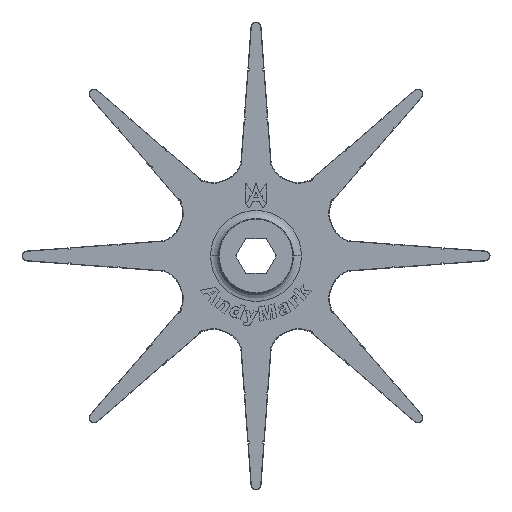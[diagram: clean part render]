
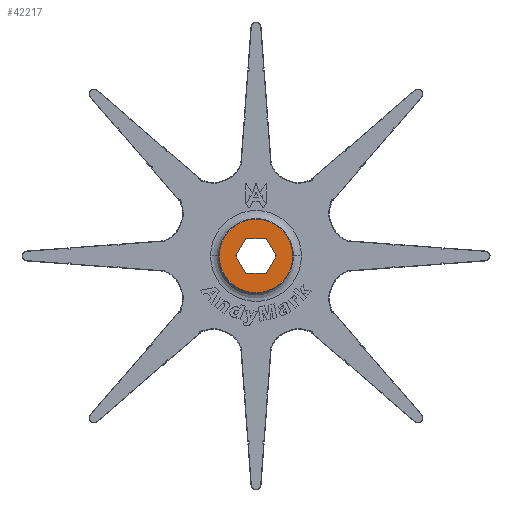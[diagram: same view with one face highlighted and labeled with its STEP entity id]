
A CAD part, top view. The second image highlights one B-rep face of the part: STEP entity #42217.
In plain terms, the highlighted planar face has unit normal (0, 0, 1).
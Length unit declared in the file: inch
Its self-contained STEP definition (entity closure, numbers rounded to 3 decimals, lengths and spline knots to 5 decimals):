
#129 = VERTEX_POINT ( 'NONE', #45541 ) ;
#367 = VECTOR ( 'NONE', #19218, 39.37008 ) ;
#551 = CARTESIAN_POINT ( 'NONE',  ( 0.3937, 0., 0.5 ) ) ;
#710 = CARTESIAN_POINT ( 'NONE',  ( 0.21651, 0., 0.5 ) ) ;
#1789 = ORIENTED_EDGE ( 'NONE', *, *, #26841, .T. ) ;
#2384 = LINE ( 'NONE', #46078, #30286 ) ;
#3592 = DIRECTION ( 'NONE',  ( 1., 0., 0. ) ) ;
#3973 = LINE ( 'NONE', #49715, #367 ) ;
#4149 = LINE ( 'NONE', #23471, #12739 ) ;
#4461 = VERTEX_POINT ( 'NONE', #40328 ) ;
#5193 = VERTEX_POINT ( 'NONE', #551 ) ;
#5707 = ORIENTED_EDGE ( 'NONE', *, *, #16440, .F. ) ;
#5972 = CARTESIAN_POINT ( 'NONE',  ( 0.10825, 0.1875, 0.5 ) ) ;
#6376 = EDGE_CURVE ( 'NONE', #25980, #4461, #27317, .T. ) ;
#6598 = EDGE_LOOP ( 'NONE', ( #40123, #1789 ) ) ;
#6808 = PLANE ( 'NONE',  #29482 ) ;
#7199 = AXIS2_PLACEMENT_3D ( 'NONE', #21196, #39776, #32640 ) ;
#9025 = ORIENTED_EDGE ( 'NONE', *, *, #6376, .F. ) ;
#11621 = DIRECTION ( 'NONE',  ( 0., 0., 1. ) ) ;
#11928 = DIRECTION ( 'NONE',  ( 0.5, -0.866, 0. ) ) ;
#12405 = DIRECTION ( 'NONE',  ( 0.5, 0.866, 0. ) ) ;
#12739 = VECTOR ( 'NONE', #19651, 39.37008 ) ;
#12941 = EDGE_CURVE ( 'NONE', #26903, #19385, #23070, .T. ) ;
#13497 = EDGE_CURVE ( 'NONE', #129, #26903, #2384, .T. ) ;
#15438 = DIRECTION ( 'NONE',  ( 1., 0., 0. ) ) ;
#15748 = LINE ( 'NONE', #31741, #20434 ) ;
#15993 = CARTESIAN_POINT ( 'NONE',  ( -0.21651, 0., 0.5 ) ) ;
#16440 = EDGE_CURVE ( 'NONE', #19385, #25980, #3973, .T. ) ;
#18489 = FACE_BOUND ( 'NONE', #24928, .T. ) ;
#19218 = DIRECTION ( 'NONE',  ( -0.5, 0.866, 0. ) ) ;
#19385 = VERTEX_POINT ( 'NONE', #710 ) ;
#19408 = VERTEX_POINT ( 'NONE', #15993 ) ;
#19651 = DIRECTION ( 'NONE',  ( -0.5, -0.866, 0. ) ) ;
#20434 = VECTOR ( 'NONE', #11928, 39.37008 ) ;
#21147 = ORIENTED_EDGE ( 'NONE', *, *, #13497, .F. ) ;
#21196 = CARTESIAN_POINT ( 'NONE',  ( 0., 0., 0.5 ) ) ;
#22250 = CARTESIAN_POINT ( 'NONE',  ( -0.3937, 0., 0.5 ) ) ;
#23070 = LINE ( 'NONE', #38574, #31880 ) ;
#23471 = CARTESIAN_POINT ( 'NONE',  ( -0.10825, 0.1875, 0.5 ) ) ;
#23667 = DIRECTION ( 'NONE',  ( 0., 0., 1. ) ) ;
#24928 = EDGE_LOOP ( 'NONE', ( #5707, #48074, #21147, #31548, #27834, #9025 ) ) ;
#25980 = VERTEX_POINT ( 'NONE', #5972 ) ;
#26841 = EDGE_CURVE ( 'NONE', #5193, #42546, #45375, .T. ) ;
#26903 = VERTEX_POINT ( 'NONE', #29333 ) ;
#27317 = LINE ( 'NONE', #31390, #33585 ) ;
#27834 = ORIENTED_EDGE ( 'NONE', *, *, #34511, .F. ) ;
#29333 = CARTESIAN_POINT ( 'NONE',  ( 0.10825, -0.1875, 0.5 ) ) ;
#29482 = AXIS2_PLACEMENT_3D ( 'NONE', #42611, #11621, #15438 ) ;
#30286 = VECTOR ( 'NONE', #34396, 39.37008 ) ;
#31046 = CIRCLE ( 'NONE', #41561, 0.3937 ) ;
#31390 = CARTESIAN_POINT ( 'NONE',  ( 0.10825, 0.1875, 0.5 ) ) ;
#31548 = ORIENTED_EDGE ( 'NONE', *, *, #40785, .F. ) ;
#31639 = DIRECTION ( 'NONE',  ( -1., 0., 0. ) ) ;
#31741 = CARTESIAN_POINT ( 'NONE',  ( -0.21651, 0., 0.5 ) ) ;
#31880 = VECTOR ( 'NONE', #12405, 39.37008 ) ;
#32640 = DIRECTION ( 'NONE',  ( 1., 0., 0. ) ) ;
#33585 = VECTOR ( 'NONE', #31639, 39.37008 ) ;
#34396 = DIRECTION ( 'NONE',  ( 1., 0., 0. ) ) ;
#34511 = EDGE_CURVE ( 'NONE', #4461, #19408, #4149, .T. ) ;
#38574 = CARTESIAN_POINT ( 'NONE',  ( 0.10825, -0.1875, 0.5 ) ) ;
#39776 = DIRECTION ( 'NONE',  ( 0., 0., 1. ) ) ;
#40123 = ORIENTED_EDGE ( 'NONE', *, *, #46338, .T. ) ;
#40328 = CARTESIAN_POINT ( 'NONE',  ( -0.10825, 0.1875, 0.5 ) ) ;
#40785 = EDGE_CURVE ( 'NONE', #19408, #129, #15748, .T. ) ;
#41561 = AXIS2_PLACEMENT_3D ( 'NONE', #49845, #23667, #3592 ) ;
#42217 = ADVANCED_FACE ( 'NONE', ( #49477, #18489 ), #6808, .T. ) ;
#42546 = VERTEX_POINT ( 'NONE', #22250 ) ;
#42611 = CARTESIAN_POINT ( 'NONE',  ( 0., 0., 0.5 ) ) ;
#45375 = CIRCLE ( 'NONE', #7199, 0.3937 ) ;
#45541 = CARTESIAN_POINT ( 'NONE',  ( -0.10825, -0.1875, 0.5 ) ) ;
#46078 = CARTESIAN_POINT ( 'NONE',  ( -0.10825, -0.1875, 0.5 ) ) ;
#46338 = EDGE_CURVE ( 'NONE', #42546, #5193, #31046, .T. ) ;
#48074 = ORIENTED_EDGE ( 'NONE', *, *, #12941, .F. ) ;
#49477 = FACE_OUTER_BOUND ( 'NONE', #6598, .T. ) ;
#49715 = CARTESIAN_POINT ( 'NONE',  ( 0.21651, 0., 0.5 ) ) ;
#49845 = CARTESIAN_POINT ( 'NONE',  ( 0., 0., 0.5 ) ) ;
